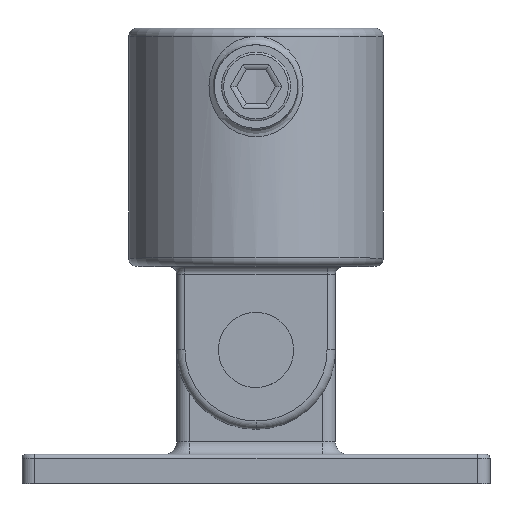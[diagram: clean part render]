
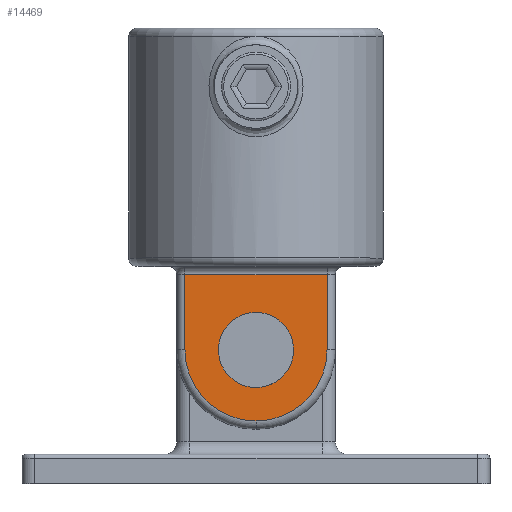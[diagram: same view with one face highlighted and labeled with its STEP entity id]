
A CAD part, top view. The second image highlights one B-rep face of the part: STEP entity #14469.
In plain terms, the highlighted planar face has unit normal (0, 0, 1).
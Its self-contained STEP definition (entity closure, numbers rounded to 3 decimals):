
#357 = AXIS2_PLACEMENT_3D ( 'NONE', #7650, #8976, #6181 ) ;
#1054 = VECTOR ( 'NONE', #5983, 1000. ) ;
#1145 = VERTEX_POINT ( 'NONE', #12504 ) ;
#1678 = DIRECTION ( 'NONE',  ( 0., 0., 1. ) ) ;
#1983 = CIRCLE ( 'NONE', #12903, 6.25 ) ;
#2045 = VECTOR ( 'NONE', #12609, 1000. ) ;
#2678 = FACE_OUTER_BOUND ( 'NONE', #10297, .T. ) ;
#3105 = VERTEX_POINT ( 'NONE', #16456 ) ;
#3224 = DIRECTION ( 'NONE',  ( -1., 0., 0. ) ) ;
#3257 = VECTOR ( 'NONE', #10661, 1000. ) ;
#4025 = ORIENTED_EDGE ( 'NONE', *, *, #4264, .T. ) ;
#4076 = CARTESIAN_POINT ( 'NONE',  ( 17., 96., 12.5 ) ) ;
#4139 = EDGE_CURVE ( 'NONE', #4877, #1145, #9373, .T. ) ;
#4264 = EDGE_CURVE ( 'NONE', #11400, #11400, #1983, .T. ) ;
#4587 = EDGE_CURVE ( 'NONE', #1145, #3105, #5623, .T. ) ;
#4877 = VERTEX_POINT ( 'NONE', #17320 ) ;
#5260 = DIRECTION ( 'NONE',  ( -1., 0., 0. ) ) ;
#5329 = ORIENTED_EDGE ( 'NONE', *, *, #17280, .T. ) ;
#5623 = CIRCLE ( 'NONE', #11112, 17. ) ;
#5983 = DIRECTION ( 'NONE',  ( 0., -1., 0. ) ) ;
#6036 = ORIENTED_EDGE ( 'NONE', *, *, #9559, .T. ) ;
#6125 = DIRECTION ( 'NONE',  ( 0., 0., -1. ) ) ;
#6181 = DIRECTION ( 'NONE',  ( -1., 0., 0. ) ) ;
#6855 = LINE ( 'NONE', #4076, #3257 ) ;
#7039 = CARTESIAN_POINT ( 'NONE',  ( -17., 59., 12.5 ) ) ;
#7130 = FACE_BOUND ( 'NONE', #10271, .T. ) ;
#7435 = CARTESIAN_POINT ( 'NONE',  ( -19., 96., 12.5 ) ) ;
#7650 = CARTESIAN_POINT ( 'NONE',  ( 0., 77., 12.5 ) ) ;
#8976 = DIRECTION ( 'NONE',  ( 0., 0., 1. ) ) ;
#9373 = CIRCLE ( 'NONE', #357, 17. ) ;
#9559 = EDGE_CURVE ( 'NONE', #3105, #12923, #13269, .T. ) ;
#9622 = ORIENTED_EDGE ( 'NONE', *, *, #4139, .T. ) ;
#9683 = CARTESIAN_POINT ( 'NONE',  ( -6.25, 77., 12.5 ) ) ;
#9715 = CARTESIAN_POINT ( 'NONE',  ( -17., 96., 12.5 ) ) ;
#10031 = DIRECTION ( 'NONE',  ( -1., 0., 0. ) ) ;
#10271 = EDGE_LOOP ( 'NONE', ( #4025 ) ) ;
#10297 = EDGE_LOOP ( 'NONE', ( #6036, #10579, #5329, #9622, #11832 ) ) ;
#10579 = ORIENTED_EDGE ( 'NONE', *, *, #13604, .T. ) ;
#10661 = DIRECTION ( 'NONE',  ( 0., 1., 0. ) ) ;
#11112 = AXIS2_PLACEMENT_3D ( 'NONE', #12420, #1678, #3224 ) ;
#11309 = AXIS2_PLACEMENT_3D ( 'NONE', #7435, #6125, #10031 ) ;
#11400 = VERTEX_POINT ( 'NONE', #9683 ) ;
#11494 = CARTESIAN_POINT ( 'NONE',  ( 17., 59., 12.5 ) ) ;
#11832 = ORIENTED_EDGE ( 'NONE', *, *, #4587, .T. ) ;
#11878 = CARTESIAN_POINT ( 'NONE',  ( 0., 77., 12.5 ) ) ;
#12420 = CARTESIAN_POINT ( 'NONE',  ( 0., 77., 12.5 ) ) ;
#12504 = CARTESIAN_POINT ( 'NONE',  ( 0., 94., 12.5 ) ) ;
#12609 = DIRECTION ( 'NONE',  ( 1., 0., 0. ) ) ;
#12903 = AXIS2_PLACEMENT_3D ( 'NONE', #11878, #13239, #5260 ) ;
#12923 = VERTEX_POINT ( 'NONE', #7039 ) ;
#13239 = DIRECTION ( 'NONE',  ( 0., 0., -1. ) ) ;
#13269 = LINE ( 'NONE', #9715, #1054 ) ;
#13604 = EDGE_CURVE ( 'NONE', #12923, #15489, #14417, .T. ) ;
#14015 = CARTESIAN_POINT ( 'NONE',  ( -19., 59., 12.5 ) ) ;
#14417 = LINE ( 'NONE', #14015, #2045 ) ;
#14469 = ADVANCED_FACE ( 'NONE', ( #7130, #2678 ), #16801, .F. ) ;
#15489 = VERTEX_POINT ( 'NONE', #11494 ) ;
#16456 = CARTESIAN_POINT ( 'NONE',  ( -17., 77., 12.5 ) ) ;
#16801 = PLANE ( 'NONE',  #11309 ) ;
#17280 = EDGE_CURVE ( 'NONE', #15489, #4877, #6855, .T. ) ;
#17320 = CARTESIAN_POINT ( 'NONE',  ( 17., 77., 12.5 ) ) ;
